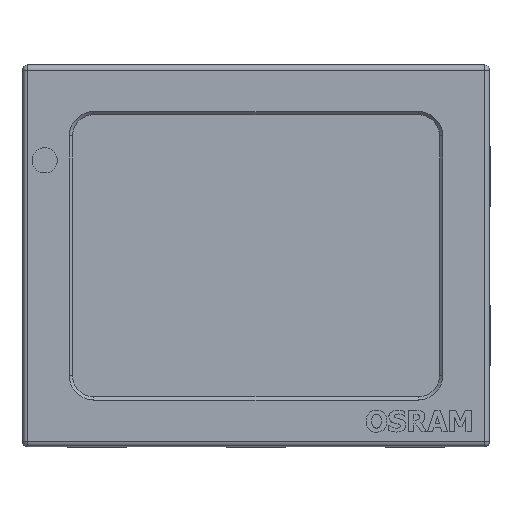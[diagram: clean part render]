
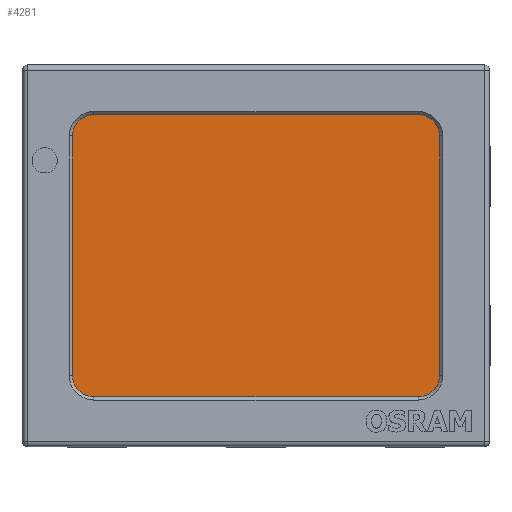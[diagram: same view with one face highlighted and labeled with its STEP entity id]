
A CAD part, top view. The second image highlights one B-rep face of the part: STEP entity #4281.
In plain terms, the highlighted planar face has unit normal (0, 0, 1).
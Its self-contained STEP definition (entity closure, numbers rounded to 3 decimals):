
#334=CIRCLE('',#4779,0.1);
#336=CIRCLE('',#4783,0.1);
#338=CIRCLE('',#4787,0.1);
#340=CIRCLE('',#4791,0.1);
#517=FACE_OUTER_BOUND('',#778,.T.);
#778=EDGE_LOOP('',(#3478,#3479,#3480,#3481,#3482,#3483,#3484,#3485));
#1143=LINE('',#6711,#1580);
#1147=LINE('',#6723,#1584);
#1151=LINE('',#6735,#1588);
#1155=LINE('',#6747,#1592);
#1580=VECTOR('',#5629,10.);
#1584=VECTOR('',#5641,10.);
#1588=VECTOR('',#5653,10.);
#1592=VECTOR('',#5665,10.);
#1973=VERTEX_POINT('',#6708);
#1974=VERTEX_POINT('',#6710);
#1976=VERTEX_POINT('',#6716);
#1978=VERTEX_POINT('',#6722);
#1980=VERTEX_POINT('',#6728);
#1982=VERTEX_POINT('',#6734);
#1984=VERTEX_POINT('',#6740);
#1986=VERTEX_POINT('',#6746);
#2493=EDGE_CURVE('',#1974,#1973,#1143,.T.);
#2496=EDGE_CURVE('',#1976,#1974,#334,.T.);
#2499=EDGE_CURVE('',#1978,#1976,#1147,.T.);
#2502=EDGE_CURVE('',#1980,#1978,#336,.T.);
#2505=EDGE_CURVE('',#1982,#1980,#1151,.T.);
#2508=EDGE_CURVE('',#1984,#1982,#338,.T.);
#2511=EDGE_CURVE('',#1986,#1984,#1155,.T.);
#2514=EDGE_CURVE('',#1973,#1986,#340,.T.);
#3478=ORIENTED_EDGE('',*,*,#2514,.T.);
#3479=ORIENTED_EDGE('',*,*,#2511,.T.);
#3480=ORIENTED_EDGE('',*,*,#2508,.T.);
#3481=ORIENTED_EDGE('',*,*,#2505,.T.);
#3482=ORIENTED_EDGE('',*,*,#2502,.T.);
#3483=ORIENTED_EDGE('',*,*,#2499,.T.);
#3484=ORIENTED_EDGE('',*,*,#2496,.T.);
#3485=ORIENTED_EDGE('',*,*,#2493,.T.);
#4060=PLANE('',#4792);
#4281=ADVANCED_FACE('',(#517),#4060,.T.);
#4779=AXIS2_PLACEMENT_3D('',#6717,#5635,#5636);
#4783=AXIS2_PLACEMENT_3D('',#6729,#5647,#5648);
#4787=AXIS2_PLACEMENT_3D('',#6741,#5659,#5660);
#4791=AXIS2_PLACEMENT_3D('',#6751,#5671,#5672);
#4792=AXIS2_PLACEMENT_3D('',#6752,#5673,#5674);
#5629=DIRECTION('',(1.,0.,0.));
#5635=DIRECTION('center_axis',(0.,0.,1.));
#5636=DIRECTION('ref_axis',(-1.,0.,0.));
#5641=DIRECTION('',(0.,-1.,0.));
#5647=DIRECTION('center_axis',(0.,0.,1.));
#5648=DIRECTION('ref_axis',(0.,1.,0.));
#5653=DIRECTION('',(-1.,0.,0.));
#5659=DIRECTION('center_axis',(0.,0.,1.));
#5660=DIRECTION('ref_axis',(1.,0.,0.));
#5665=DIRECTION('',(0.,1.,0.));
#5671=DIRECTION('center_axis',(0.,0.,1.));
#5672=DIRECTION('ref_axis',(0.,-1.,0.));
#5673=DIRECTION('center_axis',(0.,0.,1.));
#5674=DIRECTION('ref_axis',(1.,0.,0.));
#6708=CARTESIAN_POINT('',(0.765,-0.665,0.1));
#6710=CARTESIAN_POINT('',(-0.765,-0.665,0.1));
#6711=CARTESIAN_POINT('',(-0.765,-0.665,0.1));
#6716=CARTESIAN_POINT('',(-0.865,-0.565,0.1));
#6717=CARTESIAN_POINT('Origin',(-0.765,-0.565,0.1));
#6722=CARTESIAN_POINT('',(-0.865,0.565,0.1));
#6723=CARTESIAN_POINT('',(-0.865,0.565,0.1));
#6728=CARTESIAN_POINT('',(-0.765,0.665,0.1));
#6729=CARTESIAN_POINT('Origin',(-0.765,0.565,0.1));
#6734=CARTESIAN_POINT('',(0.765,0.665,0.1));
#6735=CARTESIAN_POINT('',(0.765,0.665,0.1));
#6740=CARTESIAN_POINT('',(0.865,0.565,0.1));
#6741=CARTESIAN_POINT('Origin',(0.765,0.565,0.1));
#6746=CARTESIAN_POINT('',(0.865,-0.565,0.1));
#6747=CARTESIAN_POINT('',(0.865,-0.565,0.1));
#6751=CARTESIAN_POINT('Origin',(0.765,-0.565,0.1));
#6752=CARTESIAN_POINT('Origin',(0.,0.,0.1));
